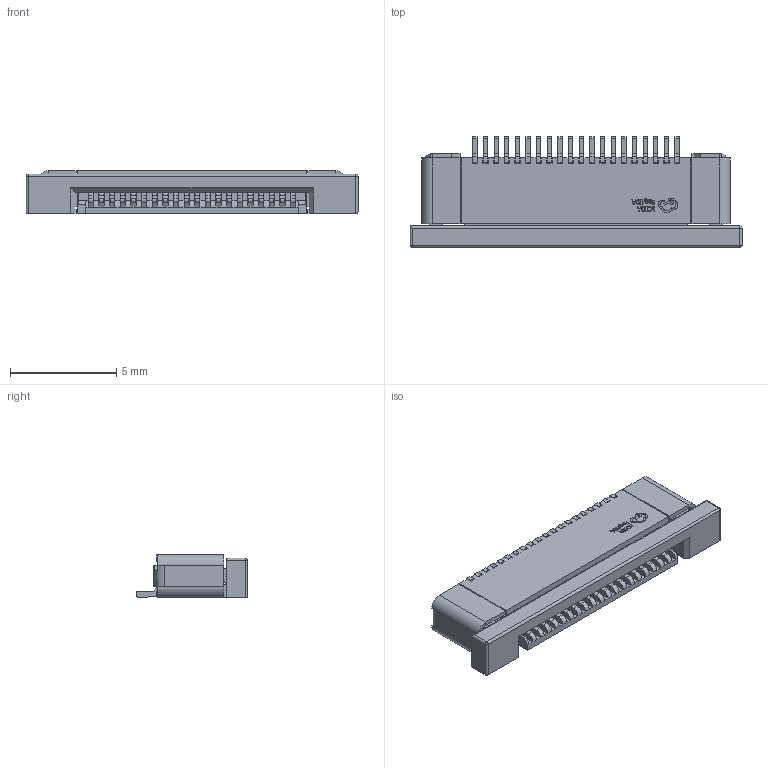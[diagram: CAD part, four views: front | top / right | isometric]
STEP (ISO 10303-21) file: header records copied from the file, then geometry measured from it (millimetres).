
FILE_DESCRIPTION (( 'STEP AP214' ), '1' );
FILE_NAME ('FPC-SMD_AFC07-S20FCA-00.step', '2022-07-06T12:55:39', ( '' ), ( '' ), 'SwSTEP 2.0', 'SolidWorks 2020', '' );
FILE_SCHEMA (( 'AUTOMOTIVE_DESIGN' ));
Length unit declared in the file: millimetre
Products named in the file (1): FPC-SMD_AFC07-S20FCA-00
Bounding box: 15.6 x 5.2 x 2.01 mm (x, y, z)
Volume: 85.1 mm3; surface area: 666.4 mm2
Topology: 19 solids, 19 shells, 1522 faces, 4377 edges, 2880 vertices
Faces by surface type: plane 1184, cylinder 189, bspline 146, sphere 3
Entity records: 67276 total; most frequent: CARTESIAN_POINT 12436, ORIENTED_EDGE 8748, DIRECTION 7189, EDGE_CURVE 4374, VECTOR 3699, LINE 3699, VERTEX_POINT 2880, AXIS2_PLACEMENT_3D 1745
